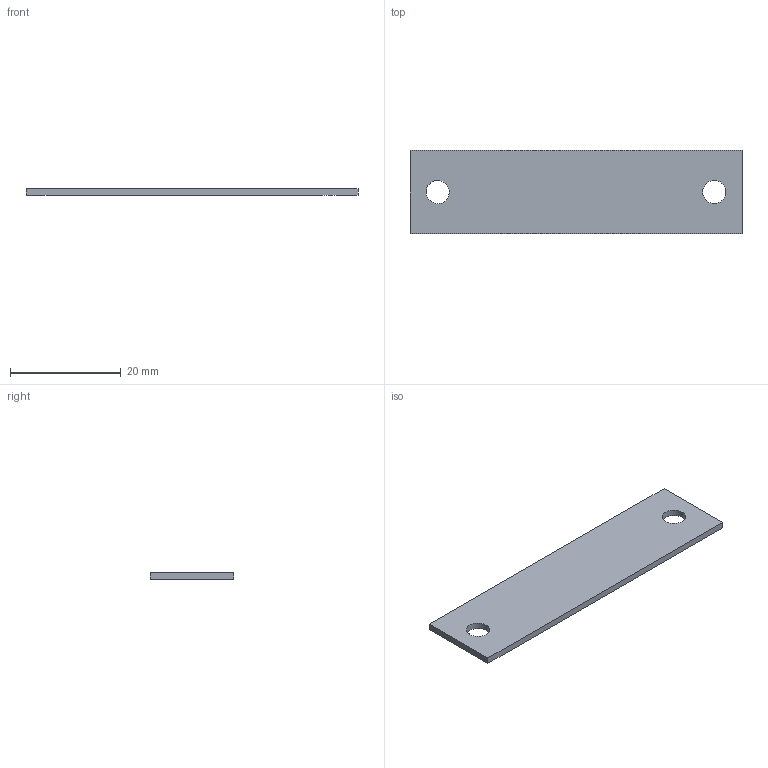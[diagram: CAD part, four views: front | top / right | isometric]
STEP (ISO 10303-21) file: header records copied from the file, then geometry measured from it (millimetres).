
FILE_DESCRIPTION(('CATIA V5R19 STEP'),'2;1');
FILE_NAME ('D1450790_0', '2015-10-27T13:35:31+00:00', ('Weidmueller Interface'), ('Weidmueller'), 'CATIA Version 5 Release 20 SP 5 (IN-10)', 'CATIA V5 STEP AP214', 'none');
FILE_SCHEMA(('AUTOMOTIVE_DESIGN { 1 0 10303 214 1 1 1 1 }'));
Length unit declared in the file: millimetre
Products named in the file (1): CC-15/60 O4MM
Bounding box: 60 x 15 x 1.2 mm (x, y, z)
Volume: 1046.8 mm3; surface area: 1956.3 mm2
Topology: 1 solids, 1 shells, 10 faces, 24 edges, 16 vertices
Faces by surface type: plane 6, cylinder 4
Entity records: 408 total; most frequent: CARTESIAN_POINT 75, ORIENTED_EDGE 48, DIRECTION 41, EDGE_CURVE 24, AXIS2_PLACEMENT_3D 16, VECTOR 16, LINE 16, VERTEX_POINT 16
